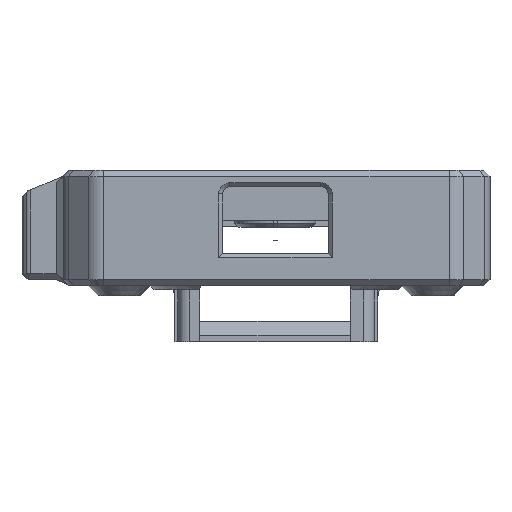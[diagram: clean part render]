
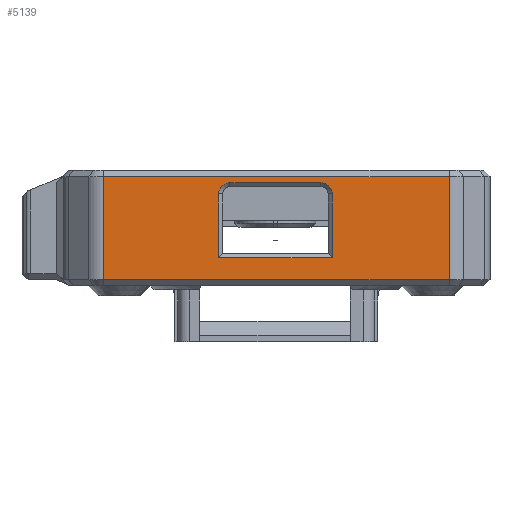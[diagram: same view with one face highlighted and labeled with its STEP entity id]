
A CAD part, left-side view. The second image highlights one B-rep face of the part: STEP entity #5139.
In plain terms, the highlighted planar face has unit normal (-1, 0, 0).
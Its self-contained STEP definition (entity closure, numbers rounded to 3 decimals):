
#85=FACE_BOUND('',#803,.T.);
#166=B_SPLINE_CURVE_WITH_KNOTS('',3,(#8496,#8497,#8498,#8499,#8500),
 .UNSPECIFIED.,.F.,.F.,(4,1,4),(0.,0.048,0.111),
 .UNSPECIFIED.);
#168=B_SPLINE_CURVE_WITH_KNOTS('',3,(#8536,#8537,#8538,#8539,#8540),
 .UNSPECIFIED.,.F.,.F.,(4,1,4),(0.,0.064,0.111),
 .UNSPECIFIED.);
#485=FACE_OUTER_BOUND('',#802,.T.);
#802=EDGE_LOOP('',(#3951,#3952,#3953,#3954));
#803=EDGE_LOOP('',(#3955,#3956,#3957,#3958,#3959,#3960));
#1255=LINE('',#8458,#1786);
#1260=LINE('',#8466,#1791);
#1263=LINE('',#8505,#1794);
#1266=LINE('',#8542,#1797);
#1271=LINE('',#8571,#1802);
#1272=LINE('',#8573,#1803);
#1273=LINE('',#8575,#1804);
#1274=LINE('',#8576,#1805);
#1786=VECTOR('',#6465,10.);
#1791=VECTOR('',#6472,10.);
#1794=VECTOR('',#6477,10.);
#1797=VECTOR('',#6482,10.);
#1802=VECTOR('',#6491,10.);
#1803=VECTOR('',#6492,10.);
#1804=VECTOR('',#6493,10.);
#1805=VECTOR('',#6494,10.);
#2335=VERTEX_POINT('',#8456);
#2336=VERTEX_POINT('',#8457);
#2338=VERTEX_POINT('',#8464);
#2340=VERTEX_POINT('',#8494);
#2342=VERTEX_POINT('',#8503);
#2344=VERTEX_POINT('',#8534);
#2347=VERTEX_POINT('',#8569);
#2348=VERTEX_POINT('',#8570);
#2349=VERTEX_POINT('',#8572);
#2350=VERTEX_POINT('',#8574);
#2915=EDGE_CURVE('',#2335,#2336,#1255,.T.);
#2920=EDGE_CURVE('',#2338,#2335,#1260,.T.);
#2923=EDGE_CURVE('',#2340,#2338,#166,.T.);
#2925=EDGE_CURVE('',#2342,#2340,#1263,.T.);
#2929=EDGE_CURVE('',#2344,#2342,#168,.T.);
#2930=EDGE_CURVE('',#2336,#2344,#1266,.T.);
#2936=EDGE_CURVE('',#2347,#2348,#1271,.T.);
#2937=EDGE_CURVE('',#2347,#2349,#1272,.T.);
#2938=EDGE_CURVE('',#2350,#2349,#1273,.T.);
#2939=EDGE_CURVE('',#2348,#2350,#1274,.T.);
#3951=ORIENTED_EDGE('',*,*,#2936,.F.);
#3952=ORIENTED_EDGE('',*,*,#2937,.T.);
#3953=ORIENTED_EDGE('',*,*,#2938,.F.);
#3954=ORIENTED_EDGE('',*,*,#2939,.F.);
#3955=ORIENTED_EDGE('',*,*,#2915,.F.);
#3956=ORIENTED_EDGE('',*,*,#2920,.F.);
#3957=ORIENTED_EDGE('',*,*,#2923,.F.);
#3958=ORIENTED_EDGE('',*,*,#2925,.F.);
#3959=ORIENTED_EDGE('',*,*,#2929,.F.);
#3960=ORIENTED_EDGE('',*,*,#2930,.F.);
#4900=PLANE('',#5542);
#5139=ADVANCED_FACE('',(#485,#85),#4900,.T.);
#5542=AXIS2_PLACEMENT_3D('',#8568,#6489,#6490);
#6465=DIRECTION('',(0.,-1.,0.));
#6472=DIRECTION('',(0.,0.,-1.));
#6477=DIRECTION('',(0.,1.,0.));
#6482=DIRECTION('',(0.,0.,1.));
#6489=DIRECTION('center_axis',(-1.,0.,0.));
#6490=DIRECTION('ref_axis',(0.,1.,0.));
#6491=DIRECTION('',(0.,-1.,0.));
#6492=DIRECTION('',(0.,0.,-1.));
#6493=DIRECTION('',(0.,1.,0.));
#6494=DIRECTION('',(0.,0.,-1.));
#8456=CARTESIAN_POINT('',(2.405,32.568,17.523));
#8457=CARTESIAN_POINT('',(2.405,21.368,17.523));
#8458=CARTESIAN_POINT('',(2.405,15.587,17.523));
#8464=CARTESIAN_POINT('',(2.405,32.568,23.816));
#8466=CARTESIAN_POINT('',(2.405,32.568,25.325));
#8494=CARTESIAN_POINT('',(2.405,31.461,24.923));
#8496=CARTESIAN_POINT('Ctrl Pts',(2.405,31.461,24.923));
#8497=CARTESIAN_POINT('Ctrl Pts',(2.405,31.71,24.923));
#8498=CARTESIAN_POINT('Ctrl Pts',(2.405,32.289,24.72));
#8499=CARTESIAN_POINT('Ctrl Pts',(2.405,32.568,24.148));
#8500=CARTESIAN_POINT('Ctrl Pts',(2.405,32.568,23.816));
#8503=CARTESIAN_POINT('',(2.405,22.475,24.923));
#8505=CARTESIAN_POINT('',(2.405,15.787,24.923));
#8534=CARTESIAN_POINT('',(2.405,21.368,23.816));
#8536=CARTESIAN_POINT('Ctrl Pts',(2.405,21.368,23.816));
#8537=CARTESIAN_POINT('Ctrl Pts',(2.405,21.368,24.148));
#8538=CARTESIAN_POINT('Ctrl Pts',(2.405,21.647,24.72));
#8539=CARTESIAN_POINT('Ctrl Pts',(2.405,22.226,24.923));
#8540=CARTESIAN_POINT('Ctrl Pts',(2.405,22.475,24.923));
#8542=CARTESIAN_POINT('',(2.405,21.368,22.025));
#8568=CARTESIAN_POINT('Origin',(2.405,9.806,26.128));
#8569=CARTESIAN_POINT('',(2.405,43.971,25.528));
#8570=CARTESIAN_POINT('',(2.405,9.806,25.528));
#8571=CARTESIAN_POINT('',(2.405,18.347,25.528));
#8572=CARTESIAN_POINT('',(2.405,43.971,15.338));
#8573=CARTESIAN_POINT('',(2.405,43.971,26.128));
#8574=CARTESIAN_POINT('',(2.405,9.806,15.338));
#8575=CARTESIAN_POINT('',(2.405,18.347,15.338));
#8576=CARTESIAN_POINT('',(2.405,9.806,26.128));
